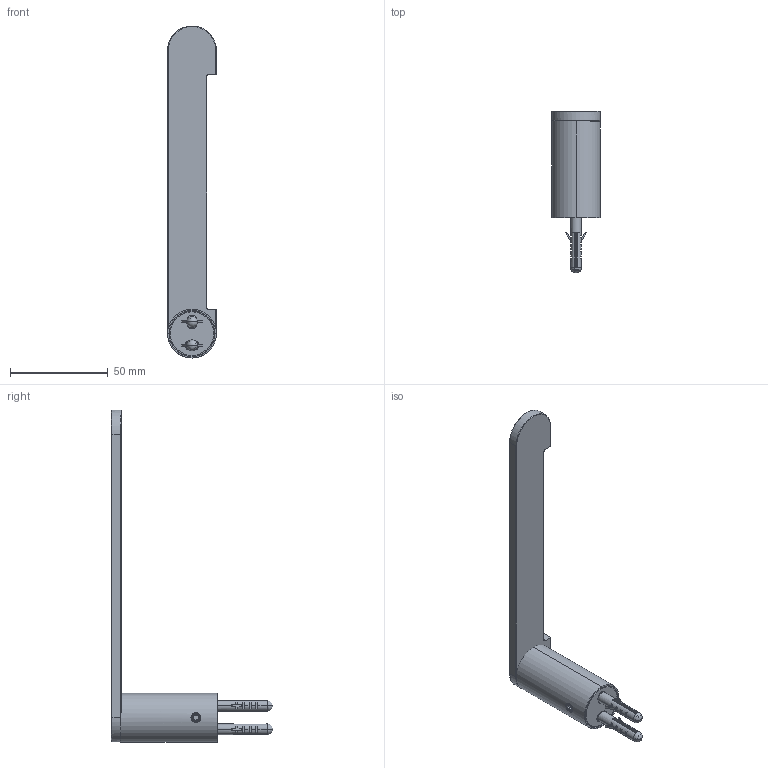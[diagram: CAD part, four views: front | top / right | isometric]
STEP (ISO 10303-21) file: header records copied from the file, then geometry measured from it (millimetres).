
FILE_DESCRIPTION((''),'2;1');
FILE_NAME('GS03013_ASM_1_ASM','2024-02-21T',('Administrator'),(''),'PRO/ENGINEER BY PARAMETRIC TECHNOLOGY CORPORATION, 2011310','PRO/ENGINEER BY PARAMETRIC TECHNOLOGY CORPORATION, 2011310','');
FILE_SCHEMA(('CONFIG_CONTROL_DESIGN'));
Length unit declared in the file: millimetre
Products named in the file (9): 1I0062AZNT_1; 1W0600CWCP_ASM_1_ASM; 1K0289AZNT_AF0_1; 1W0491AZCP_ASM_1_ASM; 1P0299AZNT_1; 1F0023NT_1; 1T0007NT_1; 1F0066CWNT_1; GS03013_ASM_1_ASM
Assembly tree (10 placements, depth 3):
  GS03013_ASM_1_ASM
    1W0600CWCP_ASM_1_ASM
      1I0062AZNT_1
    1W0491AZCP_ASM_1_ASM
      1K0289AZNT_AF0_1
    1P0299AZNT_1
    1F0023NT_1  x2
    1T0007NT_1  x2
    1F0066CWNT_1
Bounding box: 25 x 82.63 x 170 mm (x, y, z)
Volume: 25518.9 mm3; surface area: 21980.7 mm2
Topology: 8 solids, 9 shells, 270 faces, 873 edges, 615 vertices
Faces by surface type: plane 140, cylinder 56, bspline 40, cone 26, torus 4, sphere 4
Entity records: 12637 total; most frequent: CARTESIAN_POINT 7507, ORIENTED_EDGE 1122, DIRECTION 938, EDGE_CURVE 563, VERTEX_POINT 400, AXIS2_PLACEMENT_3D 349, VECTOR 240, LINE 240
